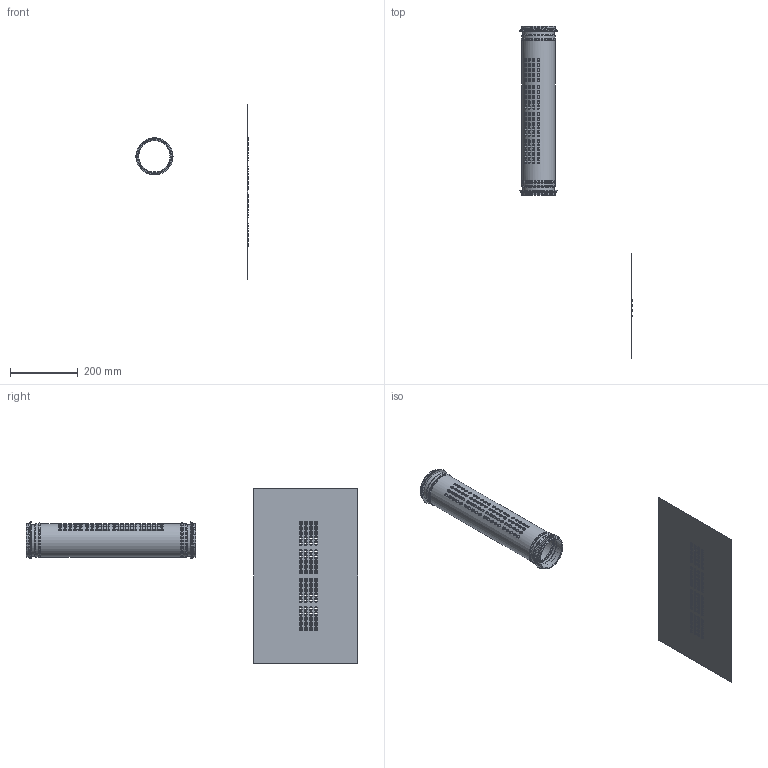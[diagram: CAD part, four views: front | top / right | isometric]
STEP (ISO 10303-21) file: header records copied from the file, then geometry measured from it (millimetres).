
FILE_DESCRIPTION(/* description */ ('Dysdon Oval dysa 4x8 (frånluft)'),/* implementation_level */ '2;1');
FILE_NAME(/* name */ 'HINT-100-02-200.stp',/* time_stamp */ '2016-02-24T11:35:10+01:00',/* author */ ('John'),/* organization */ (''),/* preprocessor_version */ 'ST-DEVELOPER v15.6',/* originating_system */ 'Autodesk Inventor 2015',/* authorisation */ '');
FILE_SCHEMA (('AUTOMOTIVE_DESIGN { 1 0 10303 214 3 1 1 }'));
Products named in the file (4): HINT-100-01-rörämne; 999003; HINT-100-02; HINT-100-02-200
Assembly tree (4 placements, depth 2):
  HINT-100-02-200
    HINT-100-01-rörämne
    999003  x2
    HINT-100-02
Bounding box: 330.82 x 978.01 x 515 mm (x, y, z)
Volume: 180933.4 mm3; surface area: 668545 mm2
Topology: 4 solids, 4 shells, 2816 faces, 6582 edges, 3940 vertices
Faces by surface type: cylinder 1226, plane 818, bspline 400, torus 356, cone 16
Full cylindrical faces by diameter (mm): 92 x1, 92.16 x1, 93 x1, 93.16 x1, 95.45 x2, 97.4 x2, 97.5 x3, 98.05 x6, 98.4 x2, 98.5 x3, 104.45 x2, 109.45 x2
Entity records: 105417 total; most frequent: CARTESIAN_POINT 41873, DIRECTION 13124, ORIENTED_EDGE 12966, EDGE_CURVE 6483, AXIS2_PLACEMENT_3D 4956, VERTEX_POINT 3919, EDGE_LOOP 3348, LINE 3212
